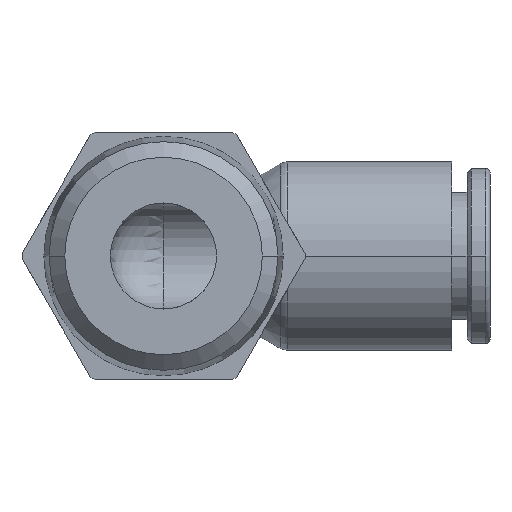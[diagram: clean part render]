
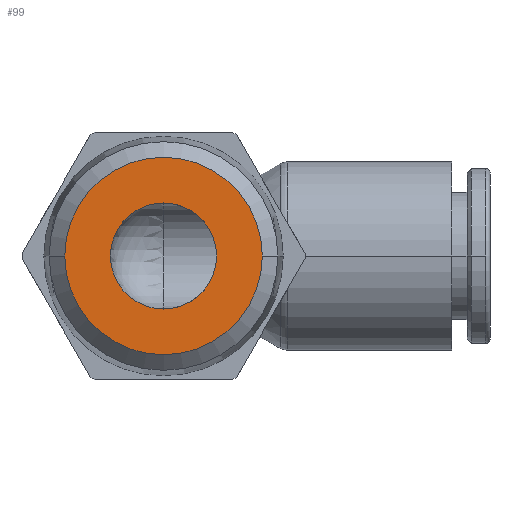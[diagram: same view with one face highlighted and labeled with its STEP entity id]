
A CAD part, front view. The second image highlights one B-rep face of the part: STEP entity #99.
In plain terms, the highlighted planar face has unit normal (0, -1, 0).
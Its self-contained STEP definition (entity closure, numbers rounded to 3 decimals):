
#99=ADVANCED_FACE('',(#247,#248),#249,.T.);
#247=FACE_BOUND('',#438,.T.);
#248=FACE_OUTER_BOUND('',#439,.T.);
#249=PLANE('',#440);
#438=EDGE_LOOP('',(#944,#945));
#439=EDGE_LOOP('',(#946,#947));
#440=AXIS2_PLACEMENT_3D('',#948,#949,#950);
#944=ORIENTED_EDGE('',*,*,#1421,.T.);
#945=ORIENTED_EDGE('',*,*,#1342,.T.);
#946=ORIENTED_EDGE('',*,*,#1336,.F.);
#947=ORIENTED_EDGE('',*,*,#1423,.F.);
#948=CARTESIAN_POINT('',(2.791,-33.1,0.0));
#949=DIRECTION('',(-0.0,-1.0,-0.0));
#950=DIRECTION('',(-1.0,0.0,0.0));
#1336=EDGE_CURVE('',#1635,#1637,#1638,.T.);
#1342=EDGE_CURVE('',#1641,#1647,#1649,.T.);
#1421=EDGE_CURVE('',#1647,#1641,#1776,.T.);
#1423=EDGE_CURVE('',#1637,#1635,#1778,.T.);
#1635=VERTEX_POINT('',#2099);
#1637=VERTEX_POINT('',#2102);
#1638=CIRCLE('',#2103,5.582);
#1641=VERTEX_POINT('',#2107);
#1647=VERTEX_POINT('',#2114);
#1649=CIRCLE('',#2117,3.0);
#1776=CIRCLE('',#2371,3.0);
#1778=CIRCLE('',#2373,5.582);
#2099=CARTESIAN_POINT('',(5.582,-33.1,0.0));
#2102=CARTESIAN_POINT('',(-5.582,-33.1,0.));
#2103=AXIS2_PLACEMENT_3D('',#2771,#2772,#2773);
#2107=CARTESIAN_POINT('',(3.0,-33.1,0.));
#2114=CARTESIAN_POINT('',(-3.0,-33.1,0.));
#2117=AXIS2_PLACEMENT_3D('',#2783,#2784,#2785);
#2371=AXIS2_PLACEMENT_3D('',#2912,#2913,#2914);
#2373=AXIS2_PLACEMENT_3D('',#2918,#2919,#2920);
#2771=CARTESIAN_POINT('',(0.0,-33.1,0.0));
#2772=DIRECTION('',(-0.0,1.0,0.0));
#2773=DIRECTION('',(1.0,0.0,0.0));
#2783=CARTESIAN_POINT('',(0.0,-33.1,0.0));
#2784=DIRECTION('',(-0.0,1.0,0.0));
#2785=DIRECTION('',(1.0,0.0,0.0));
#2912=CARTESIAN_POINT('',(0.0,-33.1,0.0));
#2913=DIRECTION('',(-0.0,1.0,0.0));
#2914=DIRECTION('',(1.0,0.0,0.0));
#2918=CARTESIAN_POINT('',(0.0,-33.1,0.0));
#2919=DIRECTION('',(-0.0,1.0,0.0));
#2920=DIRECTION('',(1.0,0.0,0.0));
